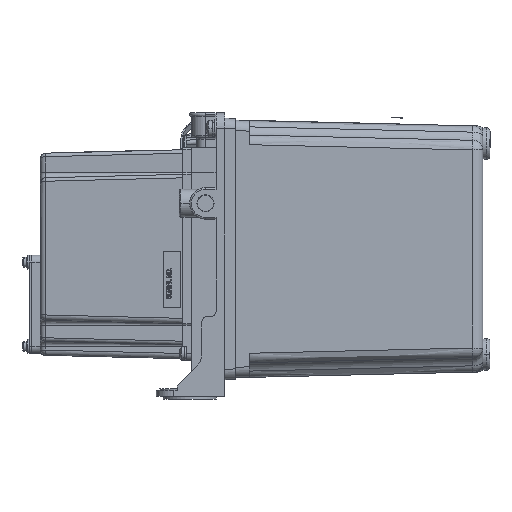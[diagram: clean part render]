
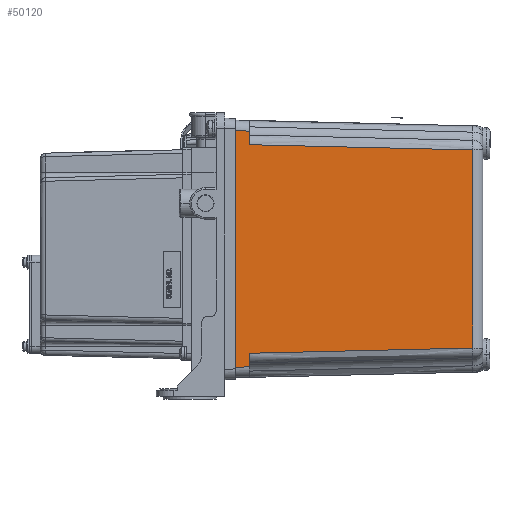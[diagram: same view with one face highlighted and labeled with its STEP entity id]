
A CAD part, left-side view. The second image highlights one B-rep face of the part: STEP entity #50120.
In plain terms, the highlighted planar face has unit normal (-1, -0.024, 0).
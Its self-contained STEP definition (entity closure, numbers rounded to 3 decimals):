
#1702 = VERTEX_POINT ( 'NONE', #69850 ) ;
#1907 = CARTESIAN_POINT ( 'NONE',  ( -154.061, -246.141, -133.891 ) ) ;
#1990 = B_SPLINE_CURVE_WITH_KNOTS ( 'NONE', 3,
 ( #22457, #39979, #57432, #34784, #40498, #46375, #11092 ),
 .UNSPECIFIED., .F., .F.,
 ( 4, 3, 4 ),
 ( 0., 0.03, 0.127 ),
 .UNSPECIFIED. ) ;
#4103 = CARTESIAN_POINT ( 'NONE',  ( -154.061, -246.141, -147.5 ) ) ;
#6106 = CARTESIAN_POINT ( 'NONE',  ( -154.439, -230.054, -20.731 ) ) ;
#8828 = EDGE_CURVE ( 'NONE', #41569, #15154, #1990, .T. ) ;
#11092 = CARTESIAN_POINT ( 'NONE',  ( -154.061, -246.141, -133.891 ) ) ;
#13681 = CARTESIAN_POINT ( 'NONE',  ( -157.048, -119., -136.877 ) ) ;
#14128 = EDGE_CURVE ( 'NONE', #68274, #34583, #35885, .T. ) ;
#14718 = VERTEX_POINT ( 'NONE', #66884 ) ;
#15154 = VERTEX_POINT ( 'NONE', #1907 ) ;
#16747 = ORIENTED_EDGE ( 'NONE', *, *, #73035, .T. ) ;
#18361 = AXIS2_PLACEMENT_3D ( 'NONE', #58027, #40836, #53109 ) ;
#18482 = CARTESIAN_POINT ( 'NONE',  ( -154.25, -238.097, -20.92 ) ) ;
#18918 = CARTESIAN_POINT ( 'NONE',  ( -153.927, -251.859, -141.505 ) ) ;
#19744 = ORIENTED_EDGE ( 'NONE', *, *, #23375, .T. ) ;
#20673 = ORIENTED_EDGE ( 'NONE', *, *, #14128, .F. ) ;
#22457 = CARTESIAN_POINT ( 'NONE',  ( -157.048, -119., -136.877 ) ) ;
#23176 = VECTOR ( 'NONE', #73068, 1000. ) ;
#23375 = EDGE_CURVE ( 'NONE', #14718, #41569, #32766, .T. ) ;
#23656 = CARTESIAN_POINT ( 'NONE',  ( -157.048, -119., -18.123 ) ) ;
#26328 = DIRECTION ( 'NONE',  ( 0., 0., 1. ) ) ;
#28003 = LINE ( 'NONE', #4103, #62061 ) ;
#28707 = ORIENTED_EDGE ( 'NONE', *, *, #8828, .T. ) ;
#28824 = VERTEX_POINT ( 'NONE', #29424 ) ;
#29374 = CARTESIAN_POINT ( 'NONE',  ( -153.85, -255.144, -13.572 ) ) ;
#29424 = CARTESIAN_POINT ( 'NONE',  ( -157.048, -119., -10.374 ) ) ;
#30227 = CARTESIAN_POINT ( 'NONE',  ( -157.048, -119., -18.123 ) ) ;
#32594 = CARTESIAN_POINT ( 'NONE',  ( -157.048, -119., -150.624 ) ) ;
#32766 = LINE ( 'NONE', #61585, #72393 ) ;
#33750 = EDGE_CURVE ( 'NONE', #28824, #34583, #45690, .T. ) ;
#34583 = VERTEX_POINT ( 'NONE', #73286 ) ;
#34784 = CARTESIAN_POINT ( 'NONE',  ( -156.343, -148.989, -136.173 ) ) ;
#34999 = EDGE_CURVE ( 'NONE', #71804, #28824, #44381, .T. ) ;
#35118 = PLANE ( 'NONE',  #18361 ) ;
#35239 = CARTESIAN_POINT ( 'NONE',  ( -154.628, -222.011, -20.542 ) ) ;
#35293 = DIRECTION ( 'NONE',  ( -0.023, 0.999, 0.023 ) ) ;
#35732 = CARTESIAN_POINT ( 'NONE',  ( -155.435, -187.674, -19.735 ) ) ;
#35885 = LINE ( 'NONE', #47416, #44189 ) ;
#39979 = CARTESIAN_POINT ( 'NONE',  ( -156.813, -128.996, -136.643 ) ) ;
#40498 = CARTESIAN_POINT ( 'NONE',  ( -155.583, -181.373, -135.413 ) ) ;
#40836 = DIRECTION ( 'NONE',  ( -1., -0.023, 0. ) ) ;
#41569 = VERTEX_POINT ( 'NONE', #13681 ) ;
#42412 = B_SPLINE_CURVE_WITH_KNOTS ( 'NONE', 3,
 ( #58906, #18482, #6106, #35239, #35732, #65362, #23656 ),
 .UNSPECIFIED., .F., .F.,
 ( 4, 3, 4 ),
 ( 0.006, 0.03, 0.133 ),
 .UNSPECIFIED. ) ;
#44189 = VECTOR ( 'NONE', #52508, 1000. ) ;
#44381 = LINE ( 'NONE', #32594, #23176 ) ;
#45690 = LINE ( 'NONE', #29374, #47549 ) ;
#46375 = CARTESIAN_POINT ( 'NONE',  ( -154.822, -213.757, -134.652 ) ) ;
#46461 = CARTESIAN_POINT ( 'NONE',  ( -157.236, -111., -144.814 ) ) ;
#47416 = CARTESIAN_POINT ( 'NONE',  ( -157.236, -111., -4.376 ) ) ;
#47549 = VECTOR ( 'NONE', #35293, 1000. ) ;
#48637 = VECTOR ( 'NONE', #66765, 1000. ) ;
#50120 = ADVANCED_FACE ( 'NONE', ( #50537 ), #35118, .T. ) ;
#50301 = EDGE_CURVE ( 'NONE', #68274, #14718, #52277, .T. ) ;
#50537 = FACE_OUTER_BOUND ( 'NONE', #72960, .T. ) ;
#52277 = LINE ( 'NONE', #18918, #48637 ) ;
#52508 = DIRECTION ( 'NONE',  ( 0., 0., 1. ) ) ;
#53109 = DIRECTION ( 'NONE',  ( -0.023, 1., 0. ) ) ;
#56335 = DIRECTION ( 'NONE',  ( 0., 0., 1. ) ) ;
#57432 = CARTESIAN_POINT ( 'NONE',  ( -156.578, -138.993, -136.408 ) ) ;
#58027 = CARTESIAN_POINT ( 'NONE',  ( -153.924, -252., -147.5 ) ) ;
#58786 = EDGE_CURVE ( 'NONE', #1702, #71804, #42412, .T. ) ;
#58906 = CARTESIAN_POINT ( 'NONE',  ( -154.061, -246.141, -21.109 ) ) ;
#61585 = CARTESIAN_POINT ( 'NONE',  ( -157.048, -119., -150.624 ) ) ;
#62061 = VECTOR ( 'NONE', #56335, 1000. ) ;
#63295 = ORIENTED_EDGE ( 'NONE', *, *, #50301, .T. ) ;
#65362 = CARTESIAN_POINT ( 'NONE',  ( -156.241, -153.337, -18.928 ) ) ;
#66765 = DIRECTION ( 'NONE',  ( 0.023, -0.999, 0.023 ) ) ;
#66884 = CARTESIAN_POINT ( 'NONE',  ( -157.048, -119., -144.626 ) ) ;
#68274 = VERTEX_POINT ( 'NONE', #46461 ) ;
#69850 = CARTESIAN_POINT ( 'NONE',  ( -154.061, -246.141, -21.109 ) ) ;
#70994 = ORIENTED_EDGE ( 'NONE', *, *, #58786, .T. ) ;
#71804 = VERTEX_POINT ( 'NONE', #30227 ) ;
#72393 = VECTOR ( 'NONE', #26328, 1000. ) ;
#72879 = ORIENTED_EDGE ( 'NONE', *, *, #34999, .T. ) ;
#72960 = EDGE_LOOP ( 'NONE', ( #28707, #16747, #70994, #72879, #75966, #20673, #63295, #19744 ) ) ;
#73035 = EDGE_CURVE ( 'NONE', #15154, #1702, #28003, .T. ) ;
#73068 = DIRECTION ( 'NONE',  ( 0., 0., 1. ) ) ;
#73286 = CARTESIAN_POINT ( 'NONE',  ( -157.236, -111., -10.186 ) ) ;
#75966 = ORIENTED_EDGE ( 'NONE', *, *, #33750, .T. ) ;
